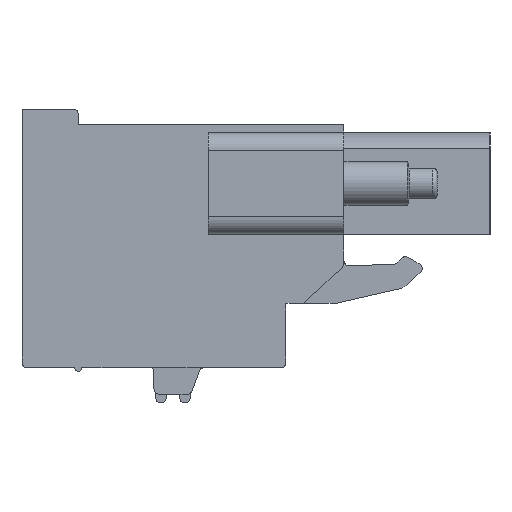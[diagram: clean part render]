
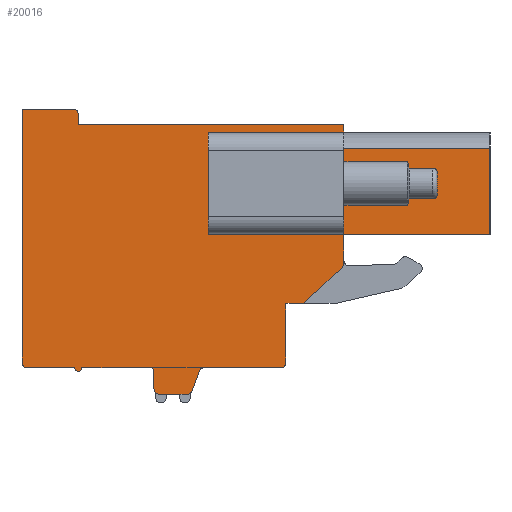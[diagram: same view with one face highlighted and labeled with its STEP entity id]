
A CAD part, left-side view. The second image highlights one B-rep face of the part: STEP entity #20016.
In plain terms, the highlighted planar face has unit normal (-1, 0, 0).
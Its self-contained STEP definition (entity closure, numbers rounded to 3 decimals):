
#1=DIRECTION('',(0.,0.,-1.));
#2=VECTOR('',#1,1.325);
#3=CARTESIAN_POINT('',(0.,-5.66,6.96));
#4=LINE('',#3,#2);
#5=DIRECTION('',(0.,1.,0.));
#6=VECTOR('',#5,8.3);
#7=CARTESIAN_POINT('',(0.,-13.96,5.635));
#8=LINE('',#7,#6);
#9=DIRECTION('',(0.,1.,0.));
#10=VECTOR('',#9,8.3);
#11=CARTESIAN_POINT('',(0.,-13.96,0.73));
#12=LINE('',#11,#10);
#13=DIRECTION('',(0.,0.,-1.));
#14=VECTOR('',#13,1.64);
#15=CARTESIAN_POINT('',(0.,-5.66,0.73));
#16=LINE('',#15,#14);
#17=CARTESIAN_POINT('',(0.,-5.36,-0.91));
#18=DIRECTION('',(1.,0.,0.));
#19=DIRECTION('',(0.,-1.,0.));
#20=AXIS2_PLACEMENT_3D('',#17,#18,#19);
#22=DIRECTION('',(0.,0.731,-0.683));
#23=VECTOR('',#22,3.018);
#24=CARTESIAN_POINT('',(0.,-5.565,-1.129));
#25=LINE('',#24,#23);
#26=DIRECTION('',(0.,1.,0.));
#27=VECTOR('',#26,1.);
#28=CARTESIAN_POINT('',(0.,-3.36,-3.19));
#29=LINE('',#28,#27);
#30=DIRECTION('',(0.,0.,-1.));
#31=VECTOR('',#30,0.5);
#32=CARTESIAN_POINT('',(0.,-2.36,-3.19));
#33=LINE('',#32,#31);
#34=DIRECTION('',(0.,0.,-1.));
#35=VECTOR('',#34,2.35);
#36=CARTESIAN_POINT('',(0.,-2.36,-3.69));
#37=LINE('',#36,#35);
#38=DIRECTION('',(0.,0.,-1.));
#39=VECTOR('',#38,0.5);
#40=CARTESIAN_POINT('',(0.,-2.36,-6.04));
#41=LINE('',#40,#39);
#42=CARTESIAN_POINT('',(0.,-2.06,-6.54));
#43=DIRECTION('',(1.,0.,0.));
#44=DIRECTION('',(0.,-1.,0.));
#45=AXIS2_PLACEMENT_3D('',#42,#43,#44);
#47=DIRECTION('',(0.,1.,0.));
#48=VECTOR('',#47,4.34);
#49=CARTESIAN_POINT('',(0.,-2.06,-6.84));
#50=LINE('',#49,#48);
#51=CARTESIAN_POINT('',(0.,2.28,-7.14));
#52=DIRECTION('',(-1.,0.,0.));
#53=DIRECTION('',(0.,0.,1.));
#54=AXIS2_PLACEMENT_3D('',#51,#52,#53);
#56=DIRECTION('',(0.,0.345,-0.939));
#57=VECTOR('',#56,1.179);
#58=CARTESIAN_POINT('',(0.,2.562,-7.037));
#59=LINE('',#58,#57);
#60=CARTESIAN_POINT('',(0.,3.25,-8.04));
#61=DIRECTION('',(1.,0.,0.));
#62=DIRECTION('',(0.,-0.939,-0.345));
#63=AXIS2_PLACEMENT_3D('',#60,#61,#62);
#65=DIRECTION('',(0.,1.,0.));
#66=VECTOR('',#65,1.59);
#67=CARTESIAN_POINT('',(0.,3.25,-8.34));
#68=LINE('',#67,#66);
#69=CARTESIAN_POINT('',(0.,4.84,-8.04));
#70=DIRECTION('',(1.,0.,0.));
#71=DIRECTION('',(0.,0.,-1.));
#72=AXIS2_PLACEMENT_3D('',#69,#70,#71);
#74=DIRECTION('',(0.,0.,1.));
#75=VECTOR('',#74,1.);
#76=CARTESIAN_POINT('',(0.,5.14,-8.04));
#77=LINE('',#76,#75);
#78=CARTESIAN_POINT('',(0.,5.34,-7.04));
#79=DIRECTION('',(-1.,0.,0.));
#80=DIRECTION('',(0.,-1.,0.));
#81=AXIS2_PLACEMENT_3D('',#78,#79,#80);
#83=DIRECTION('',(0.,1.,0.));
#84=VECTOR('',#83,3.9);
#85=CARTESIAN_POINT('',(0.,5.34,-6.84));
#86=LINE('',#85,#84);
#87=CARTESIAN_POINT('',(0.,9.44,-6.84));
#88=DIRECTION('',(1.,0.,0.));
#89=DIRECTION('',(0.,-1.,0.));
#90=AXIS2_PLACEMENT_3D('',#87,#88,#89);
#92=DIRECTION('',(0.,1.,0.));
#93=VECTOR('',#92,2.7);
#94=CARTESIAN_POINT('',(0.,9.64,-6.84));
#95=LINE('',#94,#93);
#96=CARTESIAN_POINT('',(0.,12.34,-6.54));
#97=DIRECTION('',(1.,0.,0.));
#98=DIRECTION('',(0.,0.,-1.));
#99=AXIS2_PLACEMENT_3D('',#96,#97,#98);
#101=DIRECTION('',(0.,0.,1.));
#102=VECTOR('',#101,0.5);
#103=CARTESIAN_POINT('',(0.,12.64,-6.54));
#104=LINE('',#103,#102);
#105=DIRECTION('',(0.,0.,1.));
#106=VECTOR('',#105,13.9);
#107=CARTESIAN_POINT('',(0.,12.64,-6.04));
#108=LINE('',#107,#106);
#109=DIRECTION('',(0.,-1.,0.));
#110=VECTOR('',#109,2.9);
#111=CARTESIAN_POINT('',(0.,12.64,7.86));
#112=LINE('',#111,#110);
#113=CARTESIAN_POINT('',(0.,9.74,7.56));
#114=DIRECTION('',(1.,0.,0.));
#115=DIRECTION('',(0.,0.,1.));
#116=AXIS2_PLACEMENT_3D('',#113,#114,#115);
#118=DIRECTION('',(0.,0.,-1.));
#119=VECTOR('',#118,0.6);
#120=CARTESIAN_POINT('',(0.,9.44,7.56));
#121=LINE('',#120,#119);
#122=DIRECTION('',(0.,-1.,0.));
#123=VECTOR('',#122,15.1);
#124=CARTESIAN_POINT('',(0.,9.44,6.96));
#125=LINE('',#124,#123);
#126=DIRECTION('',(0.,-1.,0.));
#127=VECTOR('',#126,6.1);
#128=CARTESIAN_POINT('',(0.,2.04,0.73));
#129=LINE('',#128,#127);
#130=DIRECTION('',(0.,0.,1.));
#131=VECTOR('',#130,5.8);
#132=CARTESIAN_POINT('',(0.,-4.06,0.73));
#133=LINE('',#132,#131);
#134=DIRECTION('',(0.,1.,0.));
#135=VECTOR('',#134,6.1);
#136=CARTESIAN_POINT('',(0.,-4.06,6.53));
#137=LINE('',#136,#135);
#12311=DIRECTION('',(0.,0.,1.));
#12312=VECTOR('',#12311,4.905);
#12313=CARTESIAN_POINT('',(0.,-13.96,0.73));
#12314=LINE('',#12313,#12312);
#14926=DIRECTION('',(0.,0.,1.));
#14927=VECTOR('',#14926,5.8);
#14928=CARTESIAN_POINT('',(0.,2.04,0.73));
#14929=LINE('',#14928,#14927);
#15187=CARTESIAN_POINT('',(0.,12.34,-6.84));
#15188=CARTESIAN_POINT('',(0.,12.64,-6.54));
#15189=VERTEX_POINT('',#15187);
#15190=VERTEX_POINT('',#15188);
#15191=CARTESIAN_POINT('',(0.,12.64,-6.04));
#15192=VERTEX_POINT('',#15191);
#15193=CARTESIAN_POINT('',(0.,12.64,7.86));
#15194=VERTEX_POINT('',#15193);
#15195=CARTESIAN_POINT('',(0.,9.74,7.86));
#15196=VERTEX_POINT('',#15195);
#15197=CARTESIAN_POINT('',(0.,9.44,7.56));
#15198=VERTEX_POINT('',#15197);
#15199=CARTESIAN_POINT('',(0.,9.44,6.96));
#15200=VERTEX_POINT('',#15199);
#15201=CARTESIAN_POINT('',(0.,-5.66,6.96));
#15202=VERTEX_POINT('',#15201);
#15203=CARTESIAN_POINT('',(0.,-5.66,-0.91));
#15204=CARTESIAN_POINT('',(0.,-5.565,-1.129));
#15205=VERTEX_POINT('',#15203);
#15206=VERTEX_POINT('',#15204);
#15207=CARTESIAN_POINT('',(0.,-3.36,-3.19));
#15208=VERTEX_POINT('',#15207);
#15209=CARTESIAN_POINT('',(0.,-2.36,-3.19));
#15210=VERTEX_POINT('',#15209);
#15211=CARTESIAN_POINT('',(0.,-2.36,-3.69));
#15212=VERTEX_POINT('',#15211);
#15213=CARTESIAN_POINT('',(0.,-2.36,-6.04));
#15214=VERTEX_POINT('',#15213);
#15215=CARTESIAN_POINT('',(0.,-2.36,-6.54));
#15216=VERTEX_POINT('',#15215);
#15217=CARTESIAN_POINT('',(0.,-2.06,-6.84));
#15218=VERTEX_POINT('',#15217);
#15219=CARTESIAN_POINT('',(0.,2.28,-6.84));
#15220=VERTEX_POINT('',#15219);
#15221=CARTESIAN_POINT('',(0.,2.562,-7.037));
#15222=VERTEX_POINT('',#15221);
#15223=CARTESIAN_POINT('',(0.,2.968,-8.143));
#15224=VERTEX_POINT('',#15223);
#15225=CARTESIAN_POINT('',(0.,3.25,-8.34));
#15226=VERTEX_POINT('',#15225);
#15227=CARTESIAN_POINT('',(0.,4.84,-8.34));
#15228=VERTEX_POINT('',#15227);
#15229=CARTESIAN_POINT('',(0.,5.14,-8.04));
#15230=VERTEX_POINT('',#15229);
#15231=CARTESIAN_POINT('',(0.,5.14,-7.04));
#15232=VERTEX_POINT('',#15231);
#15233=CARTESIAN_POINT('',(0.,5.34,-6.84));
#15234=VERTEX_POINT('',#15233);
#15235=CARTESIAN_POINT('',(0.,9.24,-6.84));
#15236=VERTEX_POINT('',#15235);
#15237=CARTESIAN_POINT('',(0.,9.64,-6.84));
#15238=VERTEX_POINT('',#15237);
#15315=CARTESIAN_POINT('',(0.,-13.96,0.73));
#15316=VERTEX_POINT('',#15315);
#15317=CARTESIAN_POINT('',(0.,-5.66,0.73));
#15318=VERTEX_POINT('',#15317);
#15543=CARTESIAN_POINT('',(0.,-13.96,5.635));
#15545=VERTEX_POINT('',#15543);
#19775=CARTESIAN_POINT('',(0.,2.04,0.73));
#19776=CARTESIAN_POINT('',(0.,2.04,6.53));
#19777=VERTEX_POINT('',#19775);
#19778=VERTEX_POINT('',#19776);
#19783=CARTESIAN_POINT('',(0.,-4.06,0.73));
#19785=VERTEX_POINT('',#19783);
#19787=CARTESIAN_POINT('',(0.,-4.06,6.53));
#19789=VERTEX_POINT('',#19787);
#19791=CARTESIAN_POINT('',(0.,-5.66,5.635));
#19792=VERTEX_POINT('',#19791);
#19939=CARTESIAN_POINT('',(0.,0.,0.));
#19940=DIRECTION('',(1.,0.,0.));
#19941=DIRECTION('',(0.,-1.,0.));
#19942=AXIS2_PLACEMENT_3D('',#19939,#19940,#19941);
#19943=PLANE('',#19942);
#19945=ORIENTED_EDGE('',*,*,#19944,.T.);
#19947=ORIENTED_EDGE('',*,*,#19946,.F.);
#19949=ORIENTED_EDGE('',*,*,#19948,.F.);
#19951=ORIENTED_EDGE('',*,*,#19950,.T.);
#19953=ORIENTED_EDGE('',*,*,#19952,.T.);
#19955=ORIENTED_EDGE('',*,*,#19954,.T.);
#19957=ORIENTED_EDGE('',*,*,#19956,.T.);
#19959=ORIENTED_EDGE('',*,*,#19958,.T.);
#19961=ORIENTED_EDGE('',*,*,#19960,.T.);
#19963=ORIENTED_EDGE('',*,*,#19962,.T.);
#19965=ORIENTED_EDGE('',*,*,#19964,.T.);
#19967=ORIENTED_EDGE('',*,*,#19966,.T.);
#19969=ORIENTED_EDGE('',*,*,#19968,.T.);
#19971=ORIENTED_EDGE('',*,*,#19970,.T.);
#19973=ORIENTED_EDGE('',*,*,#19972,.T.);
#19975=ORIENTED_EDGE('',*,*,#19974,.T.);
#19977=ORIENTED_EDGE('',*,*,#19976,.T.);
#19979=ORIENTED_EDGE('',*,*,#19978,.T.);
#19981=ORIENTED_EDGE('',*,*,#19980,.T.);
#19983=ORIENTED_EDGE('',*,*,#19982,.T.);
#19985=ORIENTED_EDGE('',*,*,#19984,.T.);
#19987=ORIENTED_EDGE('',*,*,#19986,.T.);
#19989=ORIENTED_EDGE('',*,*,#19988,.T.);
#19991=ORIENTED_EDGE('',*,*,#19990,.T.);
#19993=ORIENTED_EDGE('',*,*,#19992,.T.);
#19995=ORIENTED_EDGE('',*,*,#19994,.T.);
#19997=ORIENTED_EDGE('',*,*,#19996,.T.);
#19999=ORIENTED_EDGE('',*,*,#19998,.T.);
#20001=ORIENTED_EDGE('',*,*,#20000,.T.);
#20003=ORIENTED_EDGE('',*,*,#20002,.T.);
#20004=EDGE_LOOP('',(#19945,#19947,#19949,#19951,#19953,#19955,#19957,#19959,
#19961,#19963,#19965,#19967,#19969,#19971,#19973,#19975,#19977,#19979,#19981,
#19983,#19985,#19987,#19989,#19991,#19993,#19995,#19997,#19999,#20001,#20003));
#20005=FACE_OUTER_BOUND('',#20004,.F.);
#20007=ORIENTED_EDGE('',*,*,#20006,.T.);
#20009=ORIENTED_EDGE('',*,*,#20008,.T.);
#20011=ORIENTED_EDGE('',*,*,#20010,.T.);
#20013=ORIENTED_EDGE('',*,*,#20012,.F.);
#20014=EDGE_LOOP('',(#20007,#20009,#20011,#20013));
#20015=FACE_BOUND('',#20014,.F.);
#20016=ADVANCED_FACE('',(#20005,#20015),#19943,.F.);
#21=CIRCLE('',#20,0.3);
#46=CIRCLE('',#45,0.3);
#55=CIRCLE('',#54,0.3);
#64=CIRCLE('',#63,0.3);
#73=CIRCLE('',#72,0.3);
#82=CIRCLE('',#81,0.2);
#91=CIRCLE('',#90,0.2);
#100=CIRCLE('',#99,0.3);
#117=CIRCLE('',#116,0.3);
#19944=EDGE_CURVE('',#15202,#19792,#4,.T.);
#19946=EDGE_CURVE('',#15545,#19792,#8,.T.);
#19948=EDGE_CURVE('',#15316,#15545,#12314,.T.);
#19950=EDGE_CURVE('',#15316,#15318,#12,.T.);
#19952=EDGE_CURVE('',#15318,#15205,#16,.T.);
#19954=EDGE_CURVE('',#15205,#15206,#21,.T.);
#19956=EDGE_CURVE('',#15206,#15208,#25,.T.);
#19958=EDGE_CURVE('',#15208,#15210,#29,.T.);
#19960=EDGE_CURVE('',#15210,#15212,#33,.T.);
#19962=EDGE_CURVE('',#15212,#15214,#37,.T.);
#19964=EDGE_CURVE('',#15214,#15216,#41,.T.);
#19966=EDGE_CURVE('',#15216,#15218,#46,.T.);
#19968=EDGE_CURVE('',#15218,#15220,#50,.T.);
#19970=EDGE_CURVE('',#15220,#15222,#55,.T.);
#19972=EDGE_CURVE('',#15222,#15224,#59,.T.);
#19974=EDGE_CURVE('',#15224,#15226,#64,.T.);
#19976=EDGE_CURVE('',#15226,#15228,#68,.T.);
#19978=EDGE_CURVE('',#15228,#15230,#73,.T.);
#19980=EDGE_CURVE('',#15230,#15232,#77,.T.);
#19982=EDGE_CURVE('',#15232,#15234,#82,.T.);
#19984=EDGE_CURVE('',#15234,#15236,#86,.T.);
#19986=EDGE_CURVE('',#15236,#15238,#91,.T.);
#19988=EDGE_CURVE('',#15238,#15189,#95,.T.);
#19990=EDGE_CURVE('',#15189,#15190,#100,.T.);
#19992=EDGE_CURVE('',#15190,#15192,#104,.T.);
#19994=EDGE_CURVE('',#15192,#15194,#108,.T.);
#19996=EDGE_CURVE('',#15194,#15196,#112,.T.);
#19998=EDGE_CURVE('',#15196,#15198,#117,.T.);
#20000=EDGE_CURVE('',#15198,#15200,#121,.T.);
#20002=EDGE_CURVE('',#15200,#15202,#125,.T.);
#20006=EDGE_CURVE('',#19777,#19785,#129,.T.);
#20008=EDGE_CURVE('',#19785,#19789,#133,.T.);
#20010=EDGE_CURVE('',#19789,#19778,#137,.T.);
#20012=EDGE_CURVE('',#19777,#19778,#14929,.T.);
